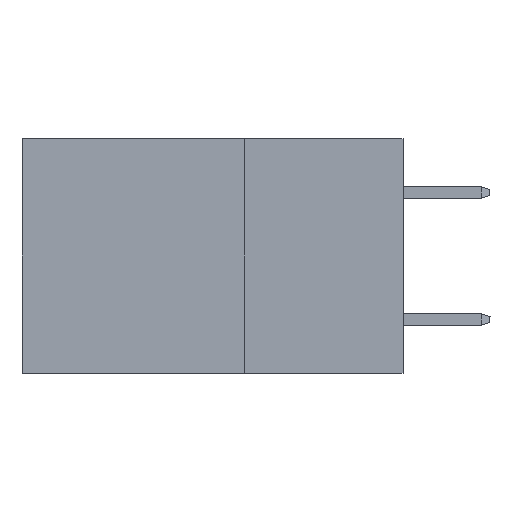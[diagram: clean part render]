
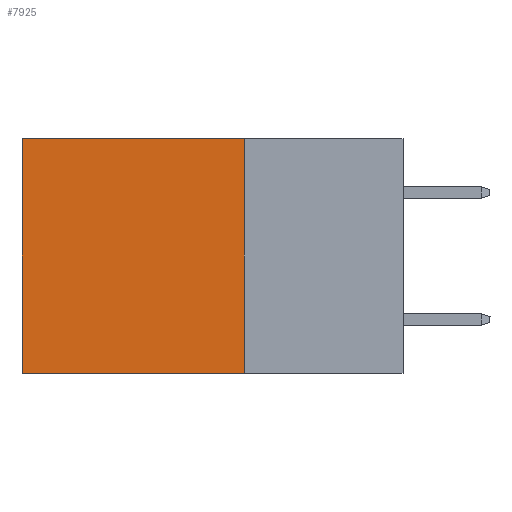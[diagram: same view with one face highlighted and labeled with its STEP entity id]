
A CAD part, left-side view. The second image highlights one B-rep face of the part: STEP entity #7925.
In plain terms, the highlighted planar face has unit normal (-1, 0, 0).
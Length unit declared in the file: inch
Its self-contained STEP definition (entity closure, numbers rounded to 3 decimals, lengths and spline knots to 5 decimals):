
#433 = VERTEX_POINT ( 'NONE', #13445 ) ;
#893 = DIRECTION ( 'NONE',  ( 0., 0., -1. ) ) ;
#962 = EDGE_CURVE ( 'NONE', #17110, #12293, #12702, .T. ) ;
#968 = CARTESIAN_POINT ( 'NONE',  ( 0.2875, 0.6, 0. ) ) ;
#2677 = DIRECTION ( 'NONE',  ( 0., 1., 0. ) ) ;
#3018 = VERTEX_POINT ( 'NONE', #14109 ) ;
#3523 = CARTESIAN_POINT ( 'NONE',  ( 0.2875, 0.6, 0. ) ) ;
#4103 = LINE ( 'NONE', #5583, #13512 ) ;
#5583 = CARTESIAN_POINT ( 'NONE',  ( 0.2875, 0.25, 0. ) ) ;
#6651 = CARTESIAN_POINT ( 'NONE',  ( 0.2875, 0.6, -0.37 ) ) ;
#6763 = DIRECTION ( 'NONE',  ( 0., 0., -1. ) ) ;
#7925 = ADVANCED_FACE ( 'NONE', ( #15791 ), #10387, .F. ) ;
#8181 = EDGE_CURVE ( 'NONE', #433, #3018, #12047, .T. ) ;
#8332 = VECTOR ( 'NONE', #893, 39.37008 ) ;
#8408 = EDGE_CURVE ( 'NONE', #433, #17110, #4103, .T. ) ;
#9286 = AXIS2_PLACEMENT_3D ( 'NONE', #17219, #14548, #14460 ) ;
#9624 = ORIENTED_EDGE ( 'NONE', *, *, #962, .T. ) ;
#9650 = DIRECTION ( 'NONE',  ( 0., 1., 0. ) ) ;
#9695 = ORIENTED_EDGE ( 'NONE', *, *, #17297, .F. ) ;
#10141 = VECTOR ( 'NONE', #6763, 39.37008 ) ;
#10387 = PLANE ( 'NONE',  #9286 ) ;
#11873 = CARTESIAN_POINT ( 'NONE',  ( 0.2875, 0.25, -0.37 ) ) ;
#12047 = LINE ( 'NONE', #13466, #10141 ) ;
#12293 = VERTEX_POINT ( 'NONE', #6651 ) ;
#12702 = LINE ( 'NONE', #968, #8332 ) ;
#12972 = EDGE_LOOP ( 'NONE', ( #9624, #9695, #15255, #17061 ) ) ;
#13445 = CARTESIAN_POINT ( 'NONE',  ( 0.2875, 0.25, 0. ) ) ;
#13466 = CARTESIAN_POINT ( 'NONE',  ( 0.2875, 0.25, 0. ) ) ;
#13512 = VECTOR ( 'NONE', #9650, 39.37008 ) ;
#14109 = CARTESIAN_POINT ( 'NONE',  ( 0.2875, 0.25, -0.37 ) ) ;
#14460 = DIRECTION ( 'NONE',  ( 0., 0., -1. ) ) ;
#14548 = DIRECTION ( 'NONE',  ( 1., 0., 0. ) ) ;
#15255 = ORIENTED_EDGE ( 'NONE', *, *, #8181, .F. ) ;
#15264 = VECTOR ( 'NONE', #2677, 39.37008 ) ;
#15791 = FACE_OUTER_BOUND ( 'NONE', #12972, .T. ) ;
#17061 = ORIENTED_EDGE ( 'NONE', *, *, #8408, .T. ) ;
#17110 = VERTEX_POINT ( 'NONE', #3523 ) ;
#17219 = CARTESIAN_POINT ( 'NONE',  ( 0.2875, 0.25, 0. ) ) ;
#17296 = LINE ( 'NONE', #11873, #15264 ) ;
#17297 = EDGE_CURVE ( 'NONE', #3018, #12293, #17296, .T. ) ;
